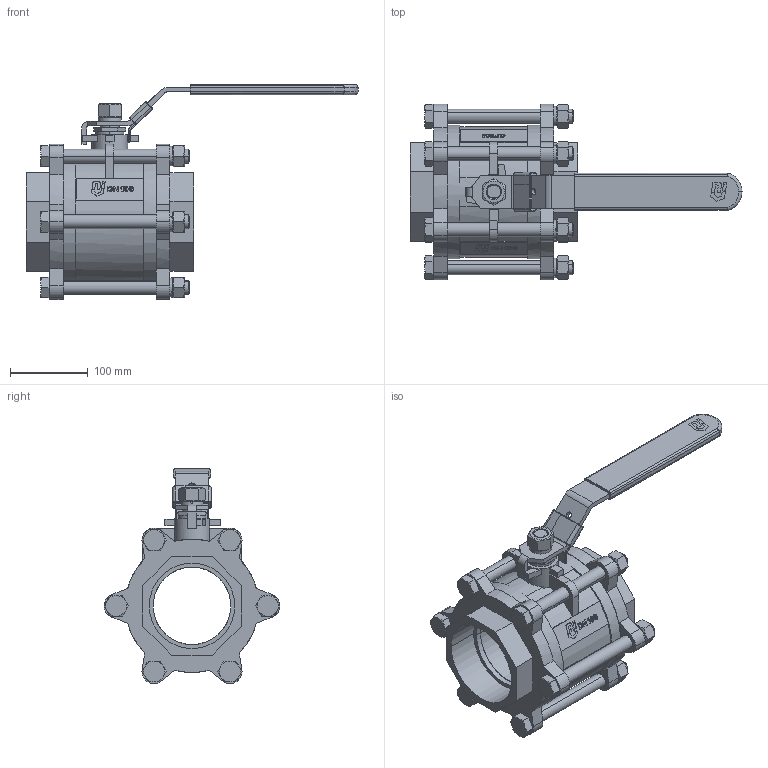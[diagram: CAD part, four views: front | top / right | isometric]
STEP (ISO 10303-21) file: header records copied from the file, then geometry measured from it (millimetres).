
FILE_DESCRIPTION(('HOOPS Exchange Step'),'2;1');
FILE_NAME('GK1700_DN100.stp','2025-12-19T15:47:00+01:00',('nieru'),('Unknown organisation'),'HOOPS Exchange 2024.2','HOOPS Exchange','Unknown authorisation');
FILE_SCHEMA( ('AP203_CONFIGURATION_CONTROLLED_3D_DESIGN_OF_MECHANICAL_PARTS_AND_ASSEMBLIES_MIM_LF') );
Length unit declared in the file: millimetre
Products named in the file (2): 0; root
Assembly tree (1 placements, depth 2):
  root
    0
Bounding box: 428 x 226.68 x 277.25 mm (x, y, z)
Volume: 3260503.6 mm3; surface area: 522989.5 mm2
Topology: 28 solids, 28 shells, 1033 faces, 2629 edges, 1687 vertices
Faces by surface type: plane 444, cylinder 234, bspline 209, cone 120, torus 18, sphere 8
Entity records: 84082 total; most frequent: CARTESIAN_POINT 61643, ORIENTED_EDGE 5254, DIRECTION 3468, EDGE_CURVE 2627, VERTEX_POINT 1687, VECTOR 1306, LINE 1306, EDGE_LOOP 1128
